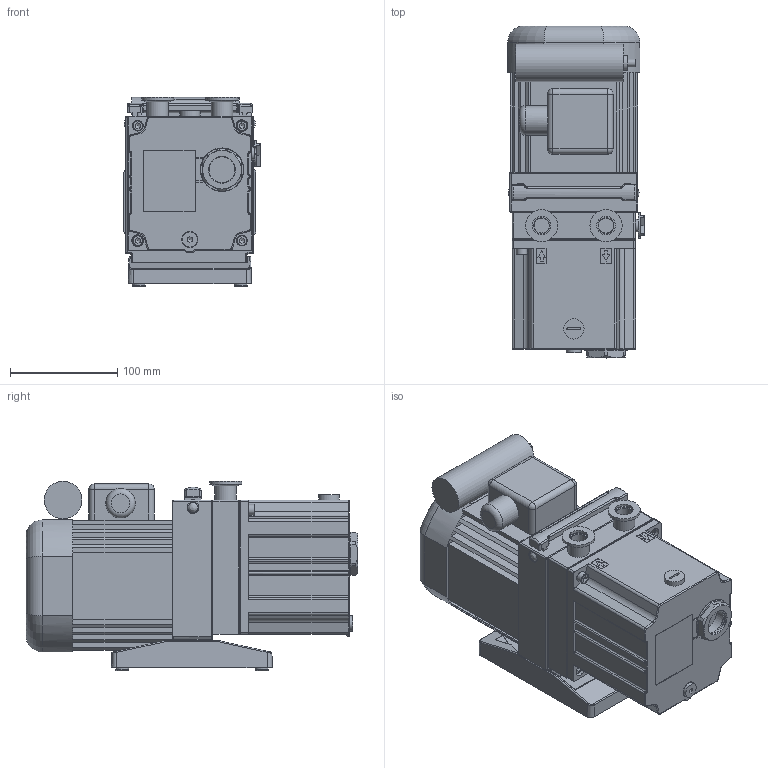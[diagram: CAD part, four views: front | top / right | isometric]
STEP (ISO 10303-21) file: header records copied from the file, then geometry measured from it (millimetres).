
FILE_DESCRIPTION((''),'2;1');
FILE_NAME('PK900325.stp','2007-07-24T12:59:40',('usleber'),(''),'Autodesk Inventor 11','Autodesk Inventor 11','');
FILE_SCHEMA(('AUTOMOTIVE_DESIGN { 1 0 10303 214 1 1 1 1 }'));
Length unit declared in the file: millimetre
Products named in the file (1): PK900325_SW
Bounding box: 127.01 x 309.2 x 176.5 mm (x, y, z)
Volume: 4477441.9 mm3; surface area: 291450.2 mm2
Topology: 12 solids, 12 shells, 1147 faces, 2823 edges, 1718 vertices
Faces by surface type: plane 512, cylinder 374, bspline 139, torus 60, cone 40, sphere 22
Full cylindrical faces by diameter (mm): 3 x1, 3.8 x4, 5 x5, 5.54 x3, 6 x4, 6.7 x2, 7 x1, 7.5 x4, 9.728 x2, 10 x11, 11 x3, 11.6 x1, 13.157 x2, 14 x4, 17.2 x2, 19 x1, 20 x2, 24 x2, 25 x1, 27.5 x1, 30 x2, 35 x1, 35.249 x1, 40 x1
Entity records: 35929 total; most frequent: CARTESIAN_POINT 10036, DIRECTION 5404, ORIENTED_EDGE 5222, EDGE_CURVE 2611, AXIS2_PLACEMENT_3D 1974, VERTEX_POINT 1678, VECTOR 1456, LINE 1456
